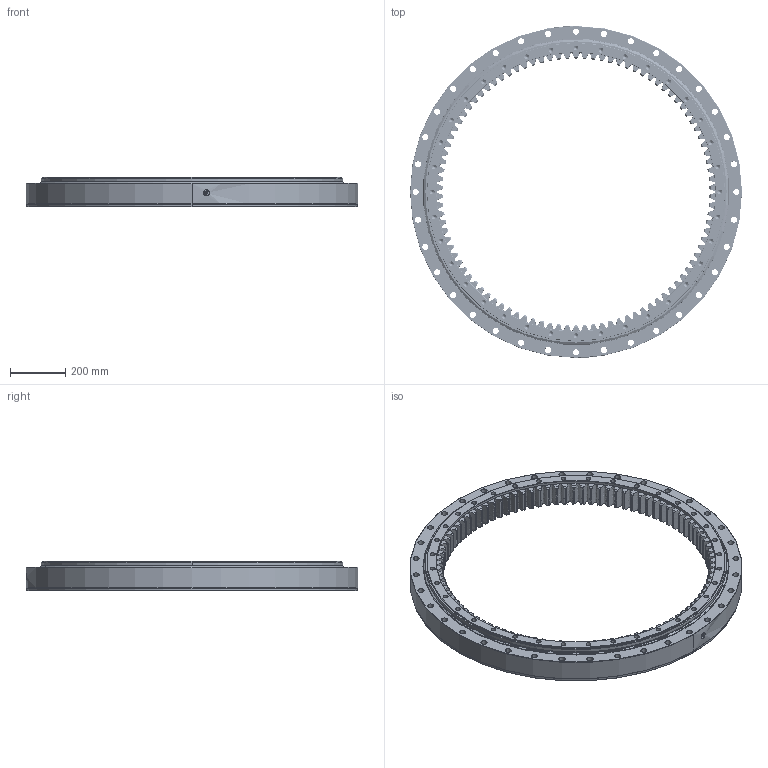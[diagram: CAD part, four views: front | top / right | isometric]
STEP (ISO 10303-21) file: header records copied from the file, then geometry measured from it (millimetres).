
FILE_DESCRIPTION (( 'STEP AP214' ), '1' );
FILE_NAME ('I.1200.30.15.D.3-RV.STEP', '2016-03-22T15:16:57', ( '' ), ( '' ), 'SwSTEP 2.0', 'SolidWorks 2015', '' );
FILE_SCHEMA (( 'AUTOMOTIVE_DESIGN' ));
Length unit declared in the file: millimetre
Products named in the file (7): I.1200.30.15.D.3-RV; I.1200.30.15.D.3-RV - IR Seal; Roller L30; I.1200.30.15.D.3-RV - OR Seal; Grease nipple M10x1mm; I.1200.30.15.D.3-RV - IR; I.1200.30.15.D.3-RV - OR
Assembly tree (126 placements, depth 2):
  I.1200.30.15.D.3-RV
    I.1200.30.15.D.3-RV - IR
    I.1200.30.15.D.3-RV - OR
    I.1200.30.15.D.3-RV - IR Seal
    I.1200.30.15.D.3-RV - OR Seal
    Roller L30  x120
    Grease nipple M10x1mm  x2
Bounding box: 1200 x 1200 x 108 mm (x, y, z)
Volume: 32509100.8 mm3; surface area: 3352410.6 mm2
Topology: 126 solids, 126 shells, 1762 faces, 3845 edges, 2314 vertices
Faces by surface type: cylinder 535, torus 512, cone 332, plane 285, bspline 98
Entity records: 70555 total; most frequent: CARTESIAN_POINT 49998, ORIENTED_EDGE 4070, DIRECTION 3915, EDGE_CURVE 2035, AXIS2_PLACEMENT_3D 1701, VERTEX_POINT 1320, EDGE_LOOP 911, CIRCLE 894
